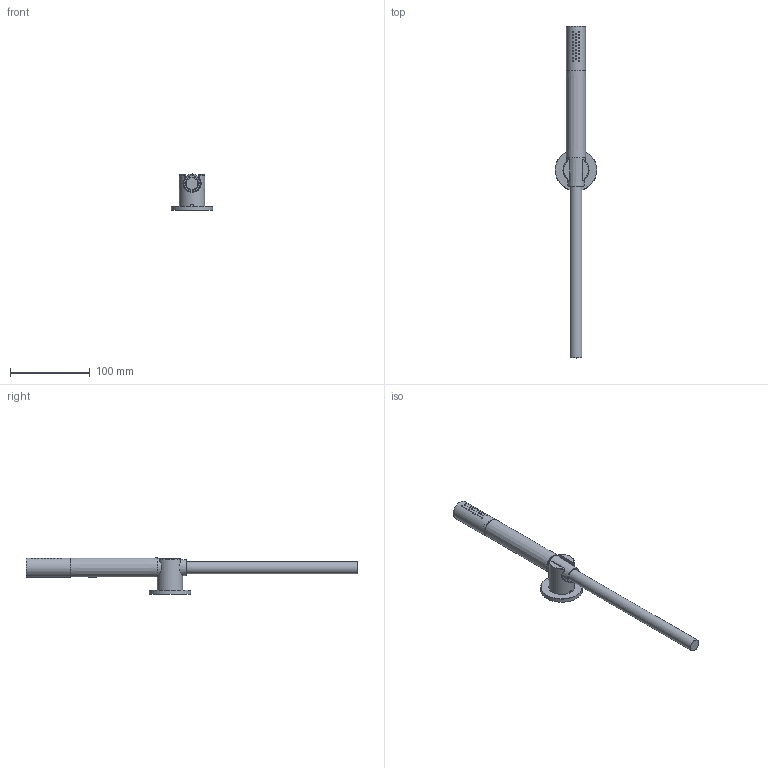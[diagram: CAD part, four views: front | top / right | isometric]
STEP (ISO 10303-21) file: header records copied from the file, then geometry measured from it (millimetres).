
FILE_DESCRIPTION(/* description */ ('Unknown'),/* implementation_level */ '2;1');
FILE_NAME(/* name */ 'AR433',/* time_stamp */ '2022-12-14T09:21:55+01:00',/* author */ ('Unknown'),/* organization */ ('Unknown'),/* preprocessor_version */ 'ST-DEVELOPER v16.7',/* originating_system */ 'DEX',/* authorisation */ $);
FILE_SCHEMA (('AUTOMOTIVE_DESIGN {1 0 10303 214 3 1 1}'));
Length unit declared in the file: millimetre
Products named in the file (8): AR433-00; AR514-00_oa_0; AR514-01; AR517-02; AR015-00; AR352-00_oa_1; C063155_00101ZZ INOX; A101064_01500ZZ
Assembly tree (7 placements, depth 3):
  AR433-00
    AR514-00_oa_0
      AR514-01
      AR517-02
    AR015-00
    AR352-00_oa_1
      C063155_00101ZZ INOX
      A101064_01500ZZ
Bounding box: 52 x 414.99 x 45.13 mm (x, y, z)
Volume: 97483.4 mm3; surface area: 49252.9 mm2
Topology: 5 solids, 5 shells, 149 faces, 397 edges, 252 vertices
Faces by surface type: cylinder 62, plane 37, cone 22, bspline 20, torus 8
Full cylindrical faces by diameter (mm): 1.2 x29, 4 x1, 15 x1, 16.5 x1, 18.6 x6, 21.8 x1, 22 x1, 22.1 x1, 24 x1, 31.7 x1, 32.2 x2, 35.2 x1, 39 x1, 48 x1, 52 x1
Entity records: 6786 total; most frequent: CARTESIAN_POINT 3742, ORIENTED_EDGE 536, DIRECTION 462, FACE_BOUND 275, EDGE_LOOP 274, EDGE_CURVE 268, AXIS2_PLACEMENT_3D 212, VERTEX_POINT 203
